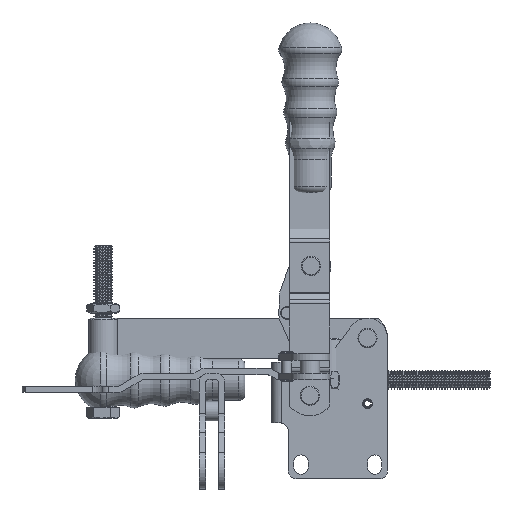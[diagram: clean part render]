
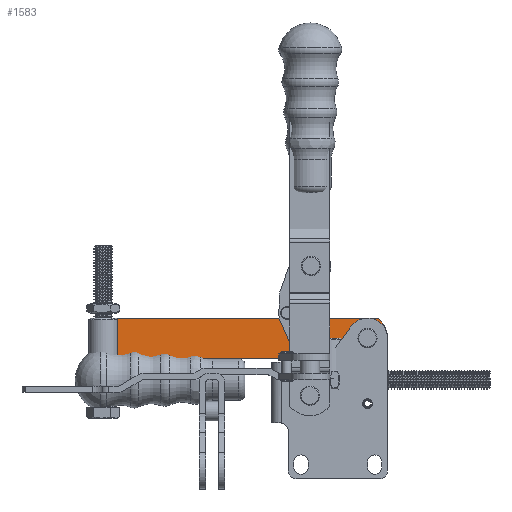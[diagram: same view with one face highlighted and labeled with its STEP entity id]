
A CAD part, top view. The second image highlights one B-rep face of the part: STEP entity #1583.
In plain terms, the highlighted planar face has unit normal (0, 0, 1).
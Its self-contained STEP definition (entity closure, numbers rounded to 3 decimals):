
#1583 = ADVANCED_FACE( '', ( #3541, #3542, #3543 ), #3544, .F. );
#3541 = FACE_BOUND( '', #5685, .T. );
#3542 = FACE_BOUND( '', #5686, .T. );
#3543 = FACE_OUTER_BOUND( '', #5687, .T. );
#3544 = PLANE( '', #5688 );
#5685 = EDGE_LOOP( '', ( #9341 ) );
#5686 = EDGE_LOOP( '', ( #9342 ) );
#5687 = EDGE_LOOP( '', ( #9343, #9344, #9345, #9346 ) );
#5688 = AXIS2_PLACEMENT_3D( '', #9347, #9348, #9349 );
#9341 = ORIENTED_EDGE( '', *, *, #11144, .F. );
#9342 = ORIENTED_EDGE( '', *, *, #11261, .F. );
#9343 = ORIENTED_EDGE( '', *, *, #11140, .T. );
#9344 = ORIENTED_EDGE( '', *, *, #11262, .F. );
#9345 = ORIENTED_EDGE( '', *, *, #11263, .F. );
#9346 = ORIENTED_EDGE( '', *, *, #10633, .F. );
#9347 = CARTESIAN_POINT( '', ( -25., 168.5, 8. ) );
#9348 = DIRECTION( '', ( 0., 0., -1. ) );
#9349 = DIRECTION( '', ( -1., 0., 0. ) );
#10633 = EDGE_CURVE( '', #12501, #12499, #12503, .T. );
#11140 = EDGE_CURVE( '', #12501, #13214, #13216, .T. );
#11144 = EDGE_CURVE( '', #13221, #13221, #13222, .T. );
#11261 = EDGE_CURVE( '', #13364, #13364, #13365, .T. );
#11262 = EDGE_CURVE( '', #13366, #13214, #13367, .T. );
#11263 = EDGE_CURVE( '', #12499, #13366, #13368, .T. );
#12499 = VERTEX_POINT( '', #15025 );
#12501 = VERTEX_POINT( '', #15028 );
#12503 = LINE( '', #15031, #15032 );
#13214 = VERTEX_POINT( '', #15956 );
#13216 = LINE( '', #15959, #15960 );
#13221 = VERTEX_POINT( '', #15965 );
#13222 = CIRCLE( '', #15966, 5.01 );
#13364 = VERTEX_POINT( '', #16151 );
#13365 = CIRCLE( '', #16152, 5.01 );
#13366 = VERTEX_POINT( '', #16153 );
#13367 = CIRCLE( '', #16154, 16. );
#13368 = LINE( '', #16155, #16156 );
#15025 = CARTESIAN_POINT( '', ( 0., 168.5, 8. ) );
#15028 = CARTESIAN_POINT( '', ( -25., 168.5, 8. ) );
#15031 = CARTESIAN_POINT( '', ( -25., 168.5, 8. ) );
#15032 = VECTOR( '', #17345, 1000. );
#15956 = CARTESIAN_POINT( '', ( -25., 6.013, 8. ) );
#15959 = CARTESIAN_POINT( '', ( -25., 168.5, 8. ) );
#15960 = VECTOR( '', #17995, 1000. );
#15965 = CARTESIAN_POINT( '', ( -12.5, 53.51, 8. ) );
#15966 = AXIS2_PLACEMENT_3D( '', #17999, #18000, #18001 );
#16151 = CARTESIAN_POINT( '', ( -12.5, 17.51, 8. ) );
#16152 = AXIS2_PLACEMENT_3D( '', #18096, #18097, #18098 );
#16153 = CARTESIAN_POINT( '', ( 0., 6.013, 8. ) );
#16154 = AXIS2_PLACEMENT_3D( '', #18099, #18100, #18101 );
#16155 = CARTESIAN_POINT( '', ( 0., 168.5, 8. ) );
#16156 = VECTOR( '', #18102, 1000. );
#17345 = DIRECTION( '', ( 1., 0., 0. ) );
#17995 = DIRECTION( '', ( 0., -1., 0. ) );
#17999 = CARTESIAN_POINT( '', ( -12.5, 48.5, 8. ) );
#18000 = DIRECTION( '', ( 0., 0., 1. ) );
#18001 = DIRECTION( '', ( 0., 1., 0. ) );
#18096 = CARTESIAN_POINT( '', ( -12.5, 12.5, 8. ) );
#18097 = DIRECTION( '', ( 0., 0., 1. ) );
#18098 = DIRECTION( '', ( 0., 1., 0. ) );
#18099 = CARTESIAN_POINT( '', ( -12.5, 16., 8. ) );
#18100 = DIRECTION( '', ( 0., 0., -1. ) );
#18101 = DIRECTION( '', ( 0., 1., 0. ) );
#18102 = DIRECTION( '', ( 0., -1., 0. ) );
